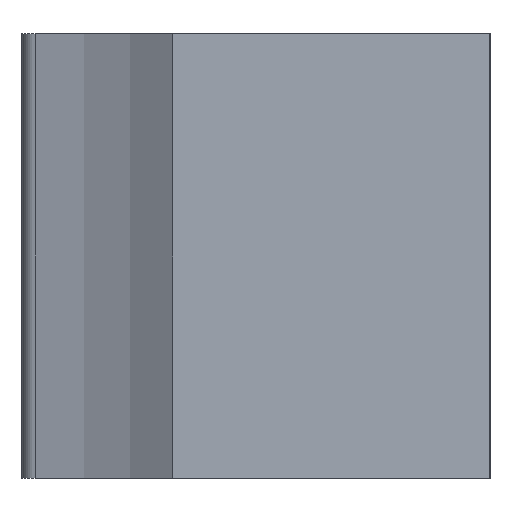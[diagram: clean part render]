
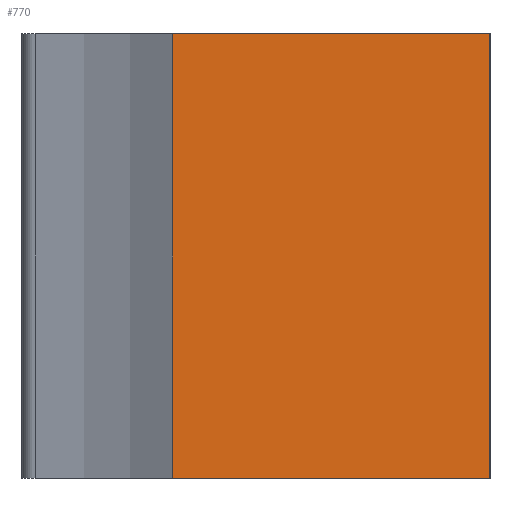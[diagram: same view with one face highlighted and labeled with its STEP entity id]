
A CAD part, left-side view. The second image highlights one B-rep face of the part: STEP entity #770.
In plain terms, the highlighted planar face has unit normal (-1, 0, 0).
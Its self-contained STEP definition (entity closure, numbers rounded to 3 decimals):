
#37=LINE('',#1238,#88);
#44=LINE('',#1269,#95);
#45=LINE('',#1271,#96);
#46=LINE('',#1272,#97);
#88=VECTOR('',#986,10.);
#95=VECTOR('',#1015,10.);
#96=VECTOR('',#1016,10.);
#97=VECTOR('',#1017,10.);
#184=FACE_OUTER_BOUND('',#239,.T.);
#239=EDGE_LOOP('',(#577,#578,#579,#580));
#362=VERTEX_POINT('',#1235);
#363=VERTEX_POINT('',#1237);
#376=VERTEX_POINT('',#1268);
#377=VERTEX_POINT('',#1270);
#438=EDGE_CURVE('',#363,#362,#37,.T.);
#454=EDGE_CURVE('',#363,#376,#44,.T.);
#455=EDGE_CURVE('',#377,#362,#45,.T.);
#456=EDGE_CURVE('',#376,#377,#46,.T.);
#577=ORIENTED_EDGE('',*,*,#454,.F.);
#578=ORIENTED_EDGE('',*,*,#438,.T.);
#579=ORIENTED_EDGE('',*,*,#455,.F.);
#580=ORIENTED_EDGE('',*,*,#456,.F.);
#742=PLANE('',#856);
#770=ADVANCED_FACE('',(#184),#742,.T.);
#856=AXIS2_PLACEMENT_3D('',#1267,#1013,#1014);
#986=DIRECTION('',(0.,-1.,0.));
#1013=DIRECTION('center_axis',(-1.,0.,0.));
#1014=DIRECTION('ref_axis',(0.,0.,-1.));
#1015=DIRECTION('',(0.,0.,1.));
#1016=DIRECTION('',(0.,0.,-1.));
#1017=DIRECTION('',(0.,-1.,0.));
#1235=CARTESIAN_POINT('',(-21.569,-20.,-33.8));
#1237=CARTESIAN_POINT('',(-21.569,0.,-33.8));
#1238=CARTESIAN_POINT('',(-21.569,0.,-33.8));
#1267=CARTESIAN_POINT('Origin',(-21.569,0.,-5.8));
#1268=CARTESIAN_POINT('',(-21.569,0.,-5.8));
#1269=CARTESIAN_POINT('',(-21.569,0.,-33.8));
#1270=CARTESIAN_POINT('',(-21.569,-20.,-5.8));
#1271=CARTESIAN_POINT('',(-21.569,-20.,-33.8));
#1272=CARTESIAN_POINT('',(-21.569,0.,-5.8));
